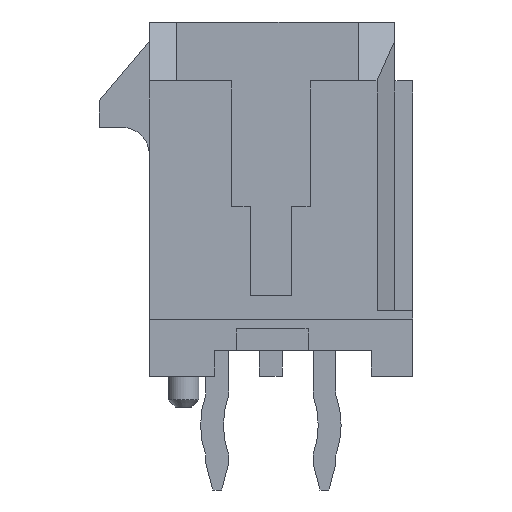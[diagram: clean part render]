
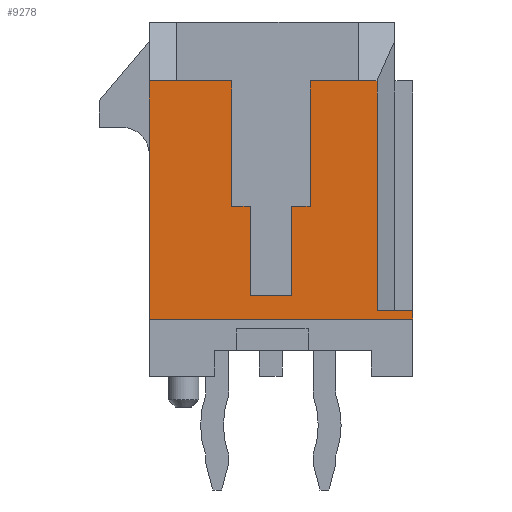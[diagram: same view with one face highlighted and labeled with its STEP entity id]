
A CAD part, left-side view. The second image highlights one B-rep face of the part: STEP entity #9278.
In plain terms, the highlighted planar face has unit normal (-1, 0, 0).
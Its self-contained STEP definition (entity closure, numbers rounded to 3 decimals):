
#134=FACE_OUTER_BOUND('',#633,.T.);
#633=EDGE_LOOP('',(#5861,#5862,#5863,#5864,#5865,#5866,#5867,#5868,#5869,
#5870,#5871,#5872,#5873,#5874,#5875,#5876));
#1162=LINE('',#12744,#2423);
#1163=LINE('',#12746,#2424);
#1164=LINE('',#12748,#2425);
#1165=LINE('',#12750,#2426);
#1166=LINE('',#12752,#2427);
#1167=LINE('',#12754,#2428);
#1168=LINE('',#12756,#2429);
#1169=LINE('',#12758,#2430);
#1170=LINE('',#12760,#2431);
#1171=LINE('',#12762,#2432);
#1172=LINE('',#12764,#2433);
#1173=LINE('',#12766,#2434);
#1174=LINE('',#12768,#2435);
#1175=LINE('',#12770,#2436);
#1176=LINE('',#12772,#2437);
#1177=LINE('',#12773,#2438);
#2423=VECTOR('',#10361,3.5);
#2424=VECTOR('',#10362,0.525);
#2425=VECTOR('',#10363,2.5);
#2426=VECTOR('',#10364,1.15);
#2427=VECTOR('',#10365,2.5);
#2428=VECTOR('',#10366,0.525);
#2429=VECTOR('',#10367,3.5);
#2430=VECTOR('',#10368,1.54);
#2431=VECTOR('',#10369,0.76);
#2432=VECTOR('',#10370,6.66);
#2433=VECTOR('',#10371,7.37);
#2434=VECTOR('',#10372,0.25);
#2435=VECTOR('',#10373,1.);
#2436=VECTOR('',#10374,6.41);
#2437=VECTOR('',#10375,0.52);
#2438=VECTOR('',#10376,1.35);
#3684=VERTEX_POINT('',#12742);
#3685=VERTEX_POINT('',#12743);
#3686=VERTEX_POINT('',#12745);
#3687=VERTEX_POINT('',#12747);
#3688=VERTEX_POINT('',#12749);
#3689=VERTEX_POINT('',#12751);
#3690=VERTEX_POINT('',#12753);
#3691=VERTEX_POINT('',#12755);
#3692=VERTEX_POINT('',#12757);
#3693=VERTEX_POINT('',#12759);
#3694=VERTEX_POINT('',#12761);
#3695=VERTEX_POINT('',#12763);
#3696=VERTEX_POINT('',#12765);
#3697=VERTEX_POINT('',#12767);
#3698=VERTEX_POINT('',#12769);
#3699=VERTEX_POINT('',#12771);
#4539=EDGE_CURVE('',#3684,#3685,#1162,.T.);
#4540=EDGE_CURVE('',#3685,#3686,#1163,.T.);
#4541=EDGE_CURVE('',#3686,#3687,#1164,.T.);
#4542=EDGE_CURVE('',#3687,#3688,#1165,.T.);
#4543=EDGE_CURVE('',#3688,#3689,#1166,.T.);
#4544=EDGE_CURVE('',#3689,#3690,#1167,.T.);
#4545=EDGE_CURVE('',#3691,#3690,#1168,.T.);
#4546=EDGE_CURVE('',#3691,#3692,#1169,.T.);
#4547=EDGE_CURVE('',#3693,#3692,#1170,.T.);
#4548=EDGE_CURVE('',#3694,#3693,#1171,.T.);
#4549=EDGE_CURVE('',#3695,#3694,#1172,.T.);
#4550=EDGE_CURVE('',#3696,#3695,#1173,.T.);
#4551=EDGE_CURVE('',#3696,#3697,#1174,.T.);
#4552=EDGE_CURVE('',#3698,#3697,#1175,.T.);
#4553=EDGE_CURVE('',#3699,#3698,#1176,.T.);
#4554=EDGE_CURVE('',#3699,#3684,#1177,.T.);
#5861=ORIENTED_EDGE('',*,*,#4539,.T.);
#5862=ORIENTED_EDGE('',*,*,#4540,.T.);
#5863=ORIENTED_EDGE('',*,*,#4541,.T.);
#5864=ORIENTED_EDGE('',*,*,#4542,.T.);
#5865=ORIENTED_EDGE('',*,*,#4543,.T.);
#5866=ORIENTED_EDGE('',*,*,#4544,.T.);
#5867=ORIENTED_EDGE('',*,*,#4545,.F.);
#5868=ORIENTED_EDGE('',*,*,#4546,.T.);
#5869=ORIENTED_EDGE('',*,*,#4547,.F.);
#5870=ORIENTED_EDGE('',*,*,#4548,.F.);
#5871=ORIENTED_EDGE('',*,*,#4549,.F.);
#5872=ORIENTED_EDGE('',*,*,#4550,.F.);
#5873=ORIENTED_EDGE('',*,*,#4551,.T.);
#5874=ORIENTED_EDGE('',*,*,#4552,.F.);
#5875=ORIENTED_EDGE('',*,*,#4553,.F.);
#5876=ORIENTED_EDGE('',*,*,#4554,.T.);
#8505=PLANE('',#9797);
#9278=ADVANCED_FACE('',(#134),#8505,.F.);
#9797=AXIS2_PLACEMENT_3D('',#12741,#10359,#10360);
#10359=DIRECTION('center_axis',(1.,0.,0.));
#10360=DIRECTION('ref_axis',(0.,0.,-1.));
#10361=DIRECTION('',(0.,0.,-1.));
#10362=DIRECTION('',(0.,1.,0.));
#10363=DIRECTION('',(0.,0.,-1.));
#10364=DIRECTION('',(0.,1.,0.));
#10365=DIRECTION('',(0.,0.,1.));
#10366=DIRECTION('',(0.,1.,0.));
#10367=DIRECTION('',(0.,0.,-1.));
#10368=DIRECTION('',(0.,1.,0.));
#10369=DIRECTION('',(0.,-1.,0.));
#10370=DIRECTION('',(0.,0.,1.));
#10371=DIRECTION('',(0.,1.,0.));
#10372=DIRECTION('',(0.,0.,-1.));
#10373=DIRECTION('',(0.,1.,0.));
#10374=DIRECTION('',(0.,0.,-1.));
#10375=DIRECTION('',(0.,-1.,0.));
#10376=DIRECTION('',(0.,1.,0.));
#12741=CARTESIAN_POINT('Origin',(-10.825,0.,0.));
#12742=CARTESIAN_POINT('',(-10.825,-1.1,3.3));
#12743=CARTESIAN_POINT('',(-10.825,-1.1,-0.2));
#12744=CARTESIAN_POINT('',(-10.825,-1.1,3.3));
#12745=CARTESIAN_POINT('',(-10.825,-0.575,-0.2));
#12746=CARTESIAN_POINT('',(-10.825,-1.1,-0.2));
#12747=CARTESIAN_POINT('',(-10.825,-0.575,-2.7));
#12748=CARTESIAN_POINT('',(-10.825,-0.575,-0.2));
#12749=CARTESIAN_POINT('',(-10.825,0.575,-2.7));
#12750=CARTESIAN_POINT('',(-10.825,-0.575,-2.7));
#12751=CARTESIAN_POINT('',(-10.825,0.575,-0.2));
#12752=CARTESIAN_POINT('',(-10.825,0.575,-2.7));
#12753=CARTESIAN_POINT('',(-10.825,1.1,-0.2));
#12754=CARTESIAN_POINT('',(-10.825,0.575,-0.2));
#12755=CARTESIAN_POINT('',(-10.825,1.1,3.3));
#12756=CARTESIAN_POINT('',(-10.825,1.1,3.3));
#12757=CARTESIAN_POINT('',(-10.825,2.64,3.3));
#12758=CARTESIAN_POINT('',(-10.825,1.1,3.3));
#12759=CARTESIAN_POINT('',(-10.825,3.4,3.3));
#12760=CARTESIAN_POINT('',(-10.825,3.4,3.3));
#12761=CARTESIAN_POINT('',(-10.825,3.4,-3.36));
#12762=CARTESIAN_POINT('',(-10.825,3.4,-3.36));
#12763=CARTESIAN_POINT('',(-10.825,-3.97,-3.36));
#12764=CARTESIAN_POINT('',(-10.825,-3.97,-3.36));
#12765=CARTESIAN_POINT('',(-10.825,-3.97,-3.11));
#12766=CARTESIAN_POINT('',(-10.825,-3.97,-3.11));
#12767=CARTESIAN_POINT('',(-10.825,-2.97,-3.11));
#12768=CARTESIAN_POINT('',(-10.825,-3.97,-3.11));
#12769=CARTESIAN_POINT('',(-10.825,-2.97,3.3));
#12770=CARTESIAN_POINT('',(-10.825,-2.97,3.3));
#12771=CARTESIAN_POINT('',(-10.825,-2.45,3.3));
#12772=CARTESIAN_POINT('',(-10.825,-2.45,3.3));
#12773=CARTESIAN_POINT('',(-10.825,-2.45,3.3));
